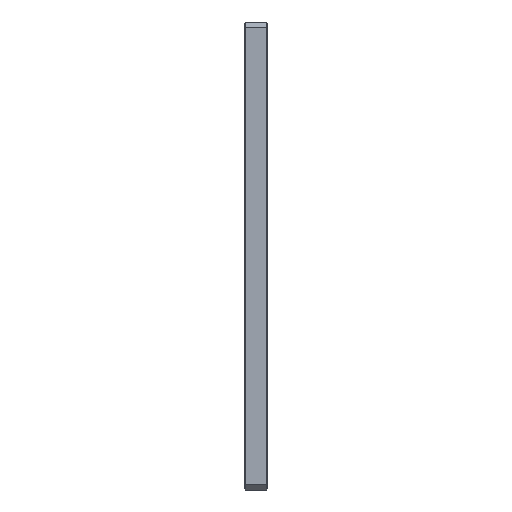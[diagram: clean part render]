
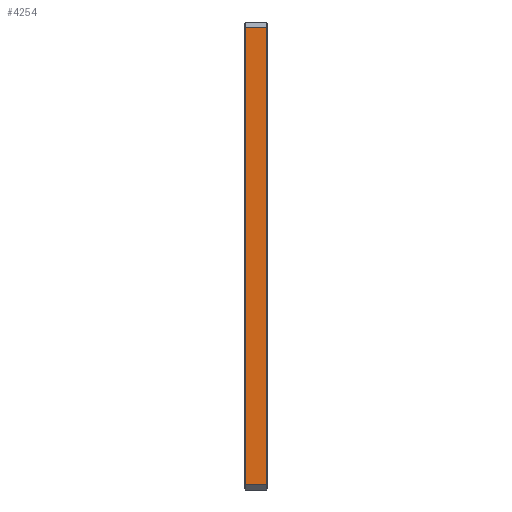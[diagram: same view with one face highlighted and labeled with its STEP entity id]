
A CAD part, left-side view. The second image highlights one B-rep face of the part: STEP entity #4254.
In plain terms, the highlighted planar face has unit normal (-1, 0, 0).
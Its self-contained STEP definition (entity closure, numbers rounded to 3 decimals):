
#1486=DIRECTION('',(0.,0.,1.));
#1487=VECTOR('',#1486,390.);
#1488=CARTESIAN_POINT('',(0.,19.,-395.));
#1489=LINE('',#1488,#1487);
#1490=DIRECTION('',(0.,-1.,0.));
#1491=VECTOR('',#1490,18.);
#1492=CARTESIAN_POINT('',(0.,19.,-5.));
#1493=LINE('',#1492,#1491);
#1494=DIRECTION('',(0.,0.,-1.));
#1495=VECTOR('',#1494,390.);
#1496=CARTESIAN_POINT('',(0.,1.,-5.));
#1497=LINE('',#1496,#1495);
#1498=DIRECTION('',(0.,-1.,0.));
#1499=VECTOR('',#1498,18.);
#1500=CARTESIAN_POINT('',(0.,19.,-395.));
#1501=LINE('',#1500,#1499);
#1970=CARTESIAN_POINT('',(0.,19.,-395.));
#1971=VERTEX_POINT('',#1970);
#1974=CARTESIAN_POINT('',(0.,19.,-5.));
#1975=VERTEX_POINT('',#1974);
#1983=CARTESIAN_POINT('',(0.,1.,-5.));
#1985=VERTEX_POINT('',#1983);
#1990=CARTESIAN_POINT('',(0.,1.,-395.));
#1991=VERTEX_POINT('',#1990);
#4240=CARTESIAN_POINT('',(0.,0.,-400.));
#4241=DIRECTION('',(-1.,0.,0.));
#4242=DIRECTION('',(0.,0.,1.));
#4243=AXIS2_PLACEMENT_3D('',#4240,#4241,#4242);
#4244=PLANE('',#4243);
#4246=ORIENTED_EDGE('',*,*,#4245,.T.);
#4248=ORIENTED_EDGE('',*,*,#4247,.T.);
#4250=ORIENTED_EDGE('',*,*,#4249,.T.);
#4251=ORIENTED_EDGE('',*,*,#4232,.F.);
#4252=EDGE_LOOP('',(#4246,#4248,#4250,#4251));
#4253=FACE_OUTER_BOUND('',#4252,.F.);
#4254=ADVANCED_FACE('',(#4253),#4244,.T.);
#4232=EDGE_CURVE('',#1971,#1991,#1501,.T.);
#4245=EDGE_CURVE('',#1971,#1975,#1489,.T.);
#4247=EDGE_CURVE('',#1975,#1985,#1493,.T.);
#4249=EDGE_CURVE('',#1985,#1991,#1497,.T.);
